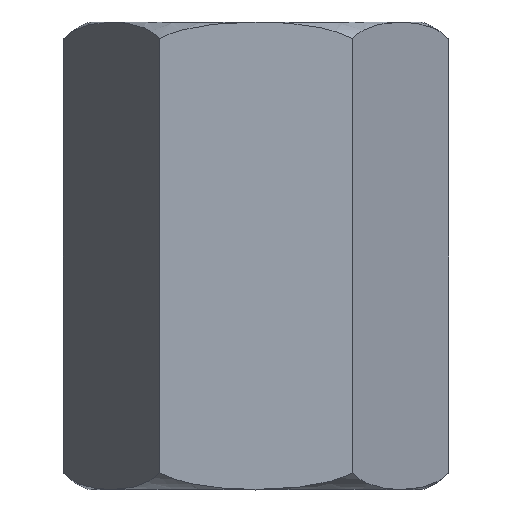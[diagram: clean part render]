
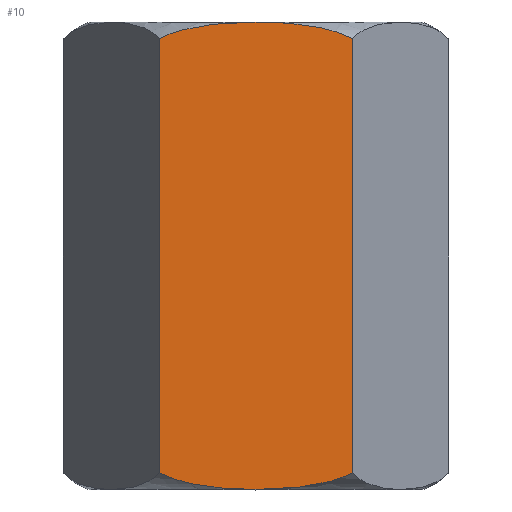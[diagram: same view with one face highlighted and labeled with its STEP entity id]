
A CAD part, top view. The second image highlights one B-rep face of the part: STEP entity #10.
In plain terms, the highlighted planar face has unit normal (0, 0, 1).
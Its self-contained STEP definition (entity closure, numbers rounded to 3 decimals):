
#6 = B_SPLINE_CURVE_WITH_KNOTS ( 'NONE', 3,
 ( #414, #89, #515, #476, #39, #249 ),
 .UNSPECIFIED., .F., .F.,
 ( 4, 2, 4 ),
 ( 0.008, 0.009, 0.009 ),
 .UNSPECIFIED. ) ;
#10 = ADVANCED_FACE ( 'NONE', ( #664 ), #176, .F. ) ;
#33 = VERTEX_POINT ( 'NONE', #59 ) ;
#35 = VERTEX_POINT ( 'NONE', #338 ) ;
#36 = CARTESIAN_POINT ( 'NONE',  ( -1.443, 0.25, 2.5 ) ) ;
#39 = CARTESIAN_POINT ( 'NONE',  ( -0.248, 0., 2.5 ) ) ;
#41 = CARTESIAN_POINT ( 'NONE',  ( 1.443, 7., 2.5 ) ) ;
#59 = CARTESIAN_POINT ( 'NONE',  ( 0., 0., 2.5 ) ) ;
#63 = DIRECTION ( 'NONE',  ( 0., 0., -1. ) ) ;
#72 = B_SPLINE_CURVE_WITH_KNOTS ( 'NONE', 3,
 ( #537, #106, #417, #434, #533, #151 ),
 .UNSPECIFIED., .F., .F.,
 ( 4, 2, 4 ),
 ( 0., 0.001, 0.001 ),
 .UNSPECIFIED. ) ;
#86 = CARTESIAN_POINT ( 'NONE',  ( 0., 7., 2.5 ) ) ;
#89 = CARTESIAN_POINT ( 'NONE',  ( -1.224, 0.136, 2.5 ) ) ;
#106 = CARTESIAN_POINT ( 'NONE',  ( -0.247, 7., 2.5 ) ) ;
#111 = VERTEX_POINT ( 'NONE', #36 ) ;
#128 = ORIENTED_EDGE ( 'NONE', *, *, #235, .T. ) ;
#149 = CARTESIAN_POINT ( 'NONE',  ( 0., 7., 2.5 ) ) ;
#151 = CARTESIAN_POINT ( 'NONE',  ( -1.443, 6.75, 2.5 ) ) ;
#157 = LINE ( 'NONE', #41, #187 ) ;
#158 = VERTEX_POINT ( 'NONE', #576 ) ;
#162 = CARTESIAN_POINT ( 'NONE',  ( -1.443, 7., 2.5 ) ) ;
#169 = CARTESIAN_POINT ( 'NONE',  ( -1.443, 7., 2.5 ) ) ;
#170 = CARTESIAN_POINT ( 'NONE',  ( 0.247, 0., 2.5 ) ) ;
#176 = PLANE ( 'NONE',  #426 ) ;
#181 = CARTESIAN_POINT ( 'NONE',  ( 0.492, 0.011, 2.5 ) ) ;
#185 = EDGE_CURVE ( 'NONE', #259, #35, #72, .T. ) ;
#187 = VECTOR ( 'NONE', #710, 1000. ) ;
#204 = LINE ( 'NONE', #162, #592 ) ;
#206 = ORIENTED_EDGE ( 'NONE', *, *, #185, .T. ) ;
#225 = EDGE_CURVE ( 'NONE', #622, #158, #157, .T. ) ;
#235 = EDGE_CURVE ( 'NONE', #35, #111, #204, .T. ) ;
#249 = CARTESIAN_POINT ( 'NONE',  ( 0., 0., 2.5 ) ) ;
#252 = EDGE_LOOP ( 'NONE', ( #425, #415, #708, #364, #206, #128 ) ) ;
#259 = VERTEX_POINT ( 'NONE', #149 ) ;
#292 = CARTESIAN_POINT ( 'NONE',  ( 1.443, 6.75, 2.5 ) ) ;
#306 = CARTESIAN_POINT ( 'NONE',  ( 1.443, 6.75, 2.5 ) ) ;
#307 = DIRECTION ( 'NONE',  ( 0., -1., 0. ) ) ;
#338 = CARTESIAN_POINT ( 'NONE',  ( -1.443, 6.75, 2.5 ) ) ;
#344 = CARTESIAN_POINT ( 'NONE',  ( 1.224, 0.136, 2.5 ) ) ;
#363 = CARTESIAN_POINT ( 'NONE',  ( 0.248, 7., 2.5 ) ) ;
#364 = ORIENTED_EDGE ( 'NONE', *, *, #380, .T. ) ;
#380 = EDGE_CURVE ( 'NONE', #622, #259, #547, .T. ) ;
#388 = EDGE_CURVE ( 'NONE', #111, #33, #6, .T. ) ;
#391 = DIRECTION ( 'NONE',  ( -1., 0., 0. ) ) ;
#414 = CARTESIAN_POINT ( 'NONE',  ( -1.443, 0.25, 2.5 ) ) ;
#415 = ORIENTED_EDGE ( 'NONE', *, *, #590, .T. ) ;
#417 = CARTESIAN_POINT ( 'NONE',  ( -0.492, 6.989, 2.5 ) ) ;
#425 = ORIENTED_EDGE ( 'NONE', *, *, #388, .T. ) ;
#426 = AXIS2_PLACEMENT_3D ( 'NONE', #169, #63, #391 ) ;
#434 = CARTESIAN_POINT ( 'NONE',  ( -0.979, 6.922, 2.5 ) ) ;
#476 = CARTESIAN_POINT ( 'NONE',  ( -0.493, 0.011, 2.5 ) ) ;
#512 = CARTESIAN_POINT ( 'NONE',  ( 0.979, 0.078, 2.5 ) ) ;
#515 = CARTESIAN_POINT ( 'NONE',  ( -0.98, 0.079, 2.5 ) ) ;
#523 = CARTESIAN_POINT ( 'NONE',  ( 0.98, 6.921, 2.5 ) ) ;
#533 = CARTESIAN_POINT ( 'NONE',  ( -1.224, 6.864, 2.5 ) ) ;
#537 = CARTESIAN_POINT ( 'NONE',  ( 0., 7., 2.5 ) ) ;
#547 = B_SPLINE_CURVE_WITH_KNOTS ( 'NONE', 3,
 ( #306, #581, #523, #579, #363, #86 ),
 .UNSPECIFIED., .F., .F.,
 ( 4, 2, 4 ),
 ( 0.008, 0.009, 0.009 ),
 .UNSPECIFIED. ) ;
#576 = CARTESIAN_POINT ( 'NONE',  ( 1.443, 0.25, 2.5 ) ) ;
#579 = CARTESIAN_POINT ( 'NONE',  ( 0.493, 6.989, 2.5 ) ) ;
#581 = CARTESIAN_POINT ( 'NONE',  ( 1.224, 6.864, 2.5 ) ) ;
#590 = EDGE_CURVE ( 'NONE', #33, #158, #646, .T. ) ;
#592 = VECTOR ( 'NONE', #307, 1000. ) ;
#622 = VERTEX_POINT ( 'NONE', #292 ) ;
#623 = CARTESIAN_POINT ( 'NONE',  ( 1.443, 0.25, 2.5 ) ) ;
#646 = B_SPLINE_CURVE_WITH_KNOTS ( 'NONE', 3,
 ( #665, #170, #181, #512, #344, #623 ),
 .UNSPECIFIED., .F., .F.,
 ( 4, 2, 4 ),
 ( 0., 0.001, 0.001 ),
 .UNSPECIFIED. ) ;
#664 = FACE_OUTER_BOUND ( 'NONE', #252, .T. ) ;
#665 = CARTESIAN_POINT ( 'NONE',  ( 0., 0., 2.5 ) ) ;
#708 = ORIENTED_EDGE ( 'NONE', *, *, #225, .F. ) ;
#710 = DIRECTION ( 'NONE',  ( 0., -1., 0. ) ) ;
